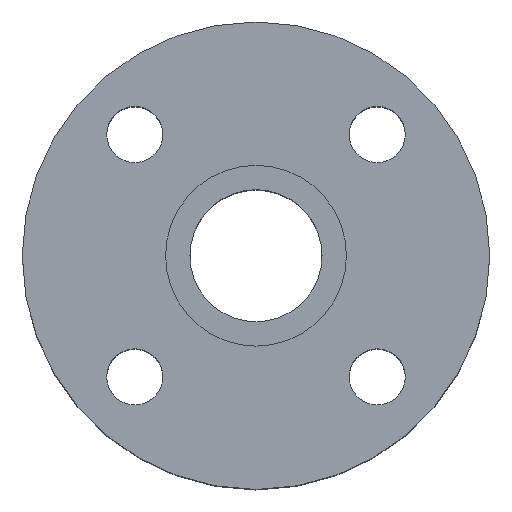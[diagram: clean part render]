
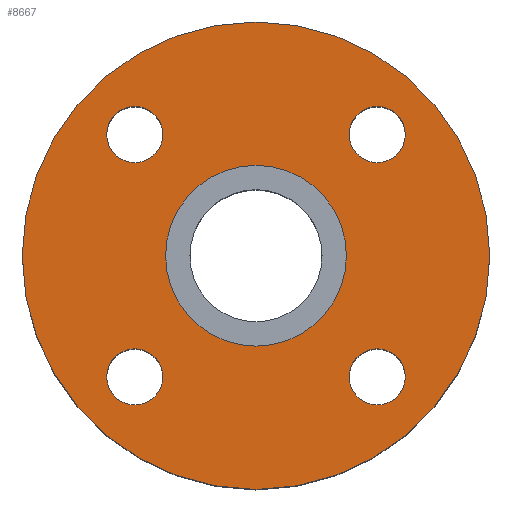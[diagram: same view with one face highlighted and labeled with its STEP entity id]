
A CAD part, top view. The second image highlights one B-rep face of the part: STEP entity #8667.
In plain terms, the highlighted planar face has unit normal (0, 0, 1).
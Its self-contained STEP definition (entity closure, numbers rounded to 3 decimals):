
#124 = CARTESIAN_POINT ( 'NONE',  ( -47.891, 38.891, -0.4 ) ) ;
#587 = EDGE_LOOP ( 'NONE', ( #17077, #13309 ) ) ;
#993 = FACE_BOUND ( 'NONE', #7575, .T. ) ;
#1282 = CIRCLE ( 'NONE', #21711, 75. ) ;
#1385 = ORIENTED_EDGE ( 'NONE', *, *, #11600, .F. ) ;
#1416 = CARTESIAN_POINT ( 'NONE',  ( 29.891, 38.891, -0.4 ) ) ;
#1674 = ORIENTED_EDGE ( 'NONE', *, *, #12942, .F. ) ;
#2148 = CARTESIAN_POINT ( 'NONE',  ( 38.891, 38.891, -0.4 ) ) ;
#2178 = CARTESIAN_POINT ( 'NONE',  ( -75., 0., -0.4 ) ) ;
#2259 = ORIENTED_EDGE ( 'NONE', *, *, #13174, .T. ) ;
#2326 = EDGE_LOOP ( 'NONE', ( #4866, #1385 ) ) ;
#2642 = DIRECTION ( 'NONE',  ( 0., 0., 1. ) ) ;
#3184 = CARTESIAN_POINT ( 'NONE',  ( 0., 0., -0.4 ) ) ;
#3528 = CIRCLE ( 'NONE', #12151, 9. ) ;
#3736 = DIRECTION ( 'NONE',  ( 0., 0., 1. ) ) ;
#4236 = CARTESIAN_POINT ( 'NONE',  ( -29.891, -38.891, -0.4 ) ) ;
#4244 = DIRECTION ( 'NONE',  ( 1., 0., 0. ) ) ;
#4420 = AXIS2_PLACEMENT_3D ( 'NONE', #14325, #23005, #9661 ) ;
#4759 = VERTEX_POINT ( 'NONE', #22611 ) ;
#4866 = ORIENTED_EDGE ( 'NONE', *, *, #19597, .F. ) ;
#4913 = DIRECTION ( 'NONE',  ( 1., 0., 0. ) ) ;
#5396 = FACE_BOUND ( 'NONE', #9077, .T. ) ;
#5431 = ORIENTED_EDGE ( 'NONE', *, *, #12100, .T. ) ;
#5760 = CARTESIAN_POINT ( 'NONE',  ( 38.891, -38.891, -0.4 ) ) ;
#6008 = AXIS2_PLACEMENT_3D ( 'NONE', #2148, #22029, #8688 ) ;
#6196 = AXIS2_PLACEMENT_3D ( 'NONE', #22197, #24327, #19499 ) ;
#6215 = AXIS2_PLACEMENT_3D ( 'NONE', #20345, #9270, #22194 ) ;
#6299 = DIRECTION ( 'NONE',  ( 0., 1., 0. ) ) ;
#6348 = FACE_BOUND ( 'NONE', #587, .T. ) ;
#6739 = CARTESIAN_POINT ( 'NONE',  ( -38.891, -38.891, -0.4 ) ) ;
#7035 = VERTEX_POINT ( 'NONE', #11604 ) ;
#7333 = CARTESIAN_POINT ( 'NONE',  ( 38.891, 38.891, -0.4 ) ) ;
#7575 = EDGE_LOOP ( 'NONE', ( #18142, #19660 ) ) ;
#8591 = AXIS2_PLACEMENT_3D ( 'NONE', #7333, #2642, #4913 ) ;
#8667 = ADVANCED_FACE ( 'NONE', ( #25419, #18605, #5396, #6348, #993, #27266 ), #14470, .F. ) ;
#8688 = DIRECTION ( 'NONE',  ( 1., 0., 0. ) ) ;
#9077 = EDGE_LOOP ( 'NONE', ( #18018, #1674 ) ) ;
#9270 = DIRECTION ( 'NONE',  ( 0., 0., 1. ) ) ;
#9606 = DIRECTION ( 'NONE',  ( 0., -1., 0. ) ) ;
#9661 = DIRECTION ( 'NONE',  ( -1., 0., 0. ) ) ;
#9916 = VERTEX_POINT ( 'NONE', #1416 ) ;
#9965 = CIRCLE ( 'NONE', #8591, 9. ) ;
#10117 = CARTESIAN_POINT ( 'NONE',  ( 29.891, -38.891, -0.4 ) ) ;
#10435 = CIRCLE ( 'NONE', #26300, 9. ) ;
#11600 = EDGE_CURVE ( 'NONE', #18917, #27027, #3528, .T. ) ;
#11604 = CARTESIAN_POINT ( 'NONE',  ( 29., 0., -0.4 ) ) ;
#11934 = VERTEX_POINT ( 'NONE', #27172 ) ;
#12100 = EDGE_CURVE ( 'NONE', #20292, #4759, #20332, .T. ) ;
#12151 = AXIS2_PLACEMENT_3D ( 'NONE', #5760, #14268, #9606 ) ;
#12173 = AXIS2_PLACEMENT_3D ( 'NONE', #27742, #3736, #6299 ) ;
#12587 = DIRECTION ( 'NONE',  ( 1., 0., 0. ) ) ;
#12593 = EDGE_CURVE ( 'NONE', #11934, #27858, #23973, .T. ) ;
#12942 = EDGE_CURVE ( 'NONE', #27858, #11934, #14433, .T. ) ;
#13174 = EDGE_CURVE ( 'NONE', #4759, #20292, #1282, .T. ) ;
#13182 = DIRECTION ( 'NONE',  ( 0., 0., 1. ) ) ;
#13309 = ORIENTED_EDGE ( 'NONE', *, *, #24980, .F. ) ;
#13435 = CIRCLE ( 'NONE', #6196, 9. ) ;
#14268 = DIRECTION ( 'NONE',  ( 0., 0., 1. ) ) ;
#14325 = CARTESIAN_POINT ( 'NONE',  ( 0., 29., -0.4 ) ) ;
#14433 = CIRCLE ( 'NONE', #25330, 9. ) ;
#14470 = PLANE ( 'NONE',  #4420 ) ;
#14828 = EDGE_CURVE ( 'NONE', #17484, #9916, #9965, .T. ) ;
#14849 = CARTESIAN_POINT ( 'NONE',  ( 0., 0., -0.4 ) ) ;
#15213 = CIRCLE ( 'NONE', #18404, 29. ) ;
#15850 = EDGE_CURVE ( 'NONE', #18708, #17320, #10435, .T. ) ;
#16308 = CARTESIAN_POINT ( 'NONE',  ( 0., 0., -0.4 ) ) ;
#16565 = CARTESIAN_POINT ( 'NONE',  ( 47.891, 38.891, -0.4 ) ) ;
#16679 = CARTESIAN_POINT ( 'NONE',  ( -47.891, -38.891, -0.4 ) ) ;
#16917 = CARTESIAN_POINT ( 'NONE',  ( -38.891, 38.891, -0.4 ) ) ;
#17077 = ORIENTED_EDGE ( 'NONE', *, *, #14828, .F. ) ;
#17169 = AXIS2_PLACEMENT_3D ( 'NONE', #16308, #24978, #23130 ) ;
#17320 = VERTEX_POINT ( 'NONE', #4236 ) ;
#17484 = VERTEX_POINT ( 'NONE', #16565 ) ;
#17521 = EDGE_LOOP ( 'NONE', ( #2259, #5431 ) ) ;
#17729 = EDGE_CURVE ( 'NONE', #17320, #18708, #13435, .T. ) ;
#18018 = ORIENTED_EDGE ( 'NONE', *, *, #12593, .F. ) ;
#18142 = ORIENTED_EDGE ( 'NONE', *, *, #27190, .F. ) ;
#18404 = AXIS2_PLACEMENT_3D ( 'NONE', #23983, #13182, #4244 ) ;
#18605 = FACE_BOUND ( 'NONE', #23824, .T. ) ;
#18662 = DIRECTION ( 'NONE',  ( 0., 0., 1. ) ) ;
#18708 = VERTEX_POINT ( 'NONE', #16679 ) ;
#18898 = DIRECTION ( 'NONE',  ( 0., 1., 0. ) ) ;
#18917 = VERTEX_POINT ( 'NONE', #10117 ) ;
#19327 = DIRECTION ( 'NONE',  ( 0., 0., 1. ) ) ;
#19499 = DIRECTION ( 'NONE',  ( -1., 0., 0. ) ) ;
#19597 = EDGE_CURVE ( 'NONE', #27027, #18917, #21181, .T. ) ;
#19660 = ORIENTED_EDGE ( 'NONE', *, *, #27887, .F. ) ;
#19758 = CIRCLE ( 'NONE', #24753, 29. ) ;
#20292 = VERTEX_POINT ( 'NONE', #2178 ) ;
#20332 = CIRCLE ( 'NONE', #17169, 75. ) ;
#20345 = CARTESIAN_POINT ( 'NONE',  ( 38.891, -38.891, -0.4 ) ) ;
#21181 = CIRCLE ( 'NONE', #6215, 9. ) ;
#21711 = AXIS2_PLACEMENT_3D ( 'NONE', #14849, #23384, #12587 ) ;
#21997 = CARTESIAN_POINT ( 'NONE',  ( -29., 0., -0.4 ) ) ;
#22029 = DIRECTION ( 'NONE',  ( 0., 0., 1. ) ) ;
#22194 = DIRECTION ( 'NONE',  ( 0., -1., 0. ) ) ;
#22197 = CARTESIAN_POINT ( 'NONE',  ( -38.891, -38.891, -0.4 ) ) ;
#22611 = CARTESIAN_POINT ( 'NONE',  ( 75., 0., -0.4 ) ) ;
#23005 = DIRECTION ( 'NONE',  ( 0., 0., -1. ) ) ;
#23130 = DIRECTION ( 'NONE',  ( 1., 0., 0. ) ) ;
#23384 = DIRECTION ( 'NONE',  ( 0., 0., 1. ) ) ;
#23654 = DIRECTION ( 'NONE',  ( -1., 0., 0. ) ) ;
#23824 = EDGE_LOOP ( 'NONE', ( #26796, #24769 ) ) ;
#23973 = CIRCLE ( 'NONE', #12173, 9. ) ;
#23983 = CARTESIAN_POINT ( 'NONE',  ( 0., 0., -0.4 ) ) ;
#24327 = DIRECTION ( 'NONE',  ( 0., 0., 1. ) ) ;
#24753 = AXIS2_PLACEMENT_3D ( 'NONE', #3184, #18662, #27185 ) ;
#24769 = ORIENTED_EDGE ( 'NONE', *, *, #15850, .F. ) ;
#24978 = DIRECTION ( 'NONE',  ( 0., 0., 1. ) ) ;
#24980 = EDGE_CURVE ( 'NONE', #9916, #17484, #25969, .T. ) ;
#25231 = VERTEX_POINT ( 'NONE', #21997 ) ;
#25330 = AXIS2_PLACEMENT_3D ( 'NONE', #16917, #19327, #18898 ) ;
#25419 = FACE_BOUND ( 'NONE', #2326, .T. ) ;
#25969 = CIRCLE ( 'NONE', #6008, 9. ) ;
#26300 = AXIS2_PLACEMENT_3D ( 'NONE', #6739, #28050, #23654 ) ;
#26370 = CARTESIAN_POINT ( 'NONE',  ( 47.891, -38.891, -0.4 ) ) ;
#26796 = ORIENTED_EDGE ( 'NONE', *, *, #17729, .F. ) ;
#27027 = VERTEX_POINT ( 'NONE', #26370 ) ;
#27172 = CARTESIAN_POINT ( 'NONE',  ( -29.891, 38.891, -0.4 ) ) ;
#27185 = DIRECTION ( 'NONE',  ( 1., 0., 0. ) ) ;
#27190 = EDGE_CURVE ( 'NONE', #7035, #25231, #19758, .T. ) ;
#27266 = FACE_OUTER_BOUND ( 'NONE', #17521, .T. ) ;
#27742 = CARTESIAN_POINT ( 'NONE',  ( -38.891, 38.891, -0.4 ) ) ;
#27858 = VERTEX_POINT ( 'NONE', #124 ) ;
#27887 = EDGE_CURVE ( 'NONE', #25231, #7035, #15213, .T. ) ;
#28050 = DIRECTION ( 'NONE',  ( 0., 0., 1. ) ) ;
